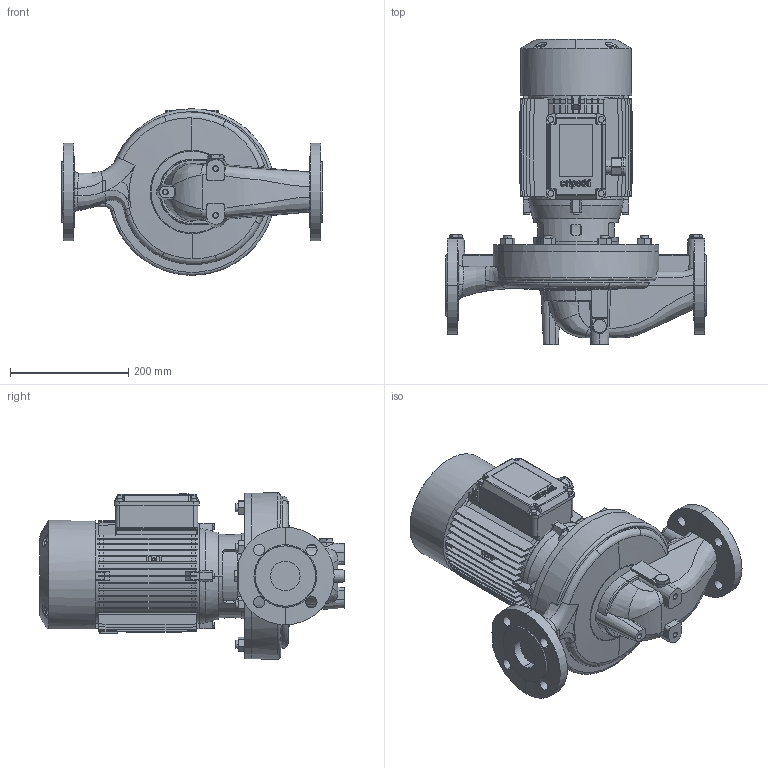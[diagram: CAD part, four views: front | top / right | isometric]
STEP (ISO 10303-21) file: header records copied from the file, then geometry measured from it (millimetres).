
FILE_DESCRIPTION (( 'STEP AP214' ), '1' );
FILE_NAME ('4_93_504_07_REV00.step', '2022-07-28T14:38:46', ( '' ), ( '' ), 'SwSTEP 2.0', 'SolidWorks 2020', '' );
FILE_SCHEMA (( 'AUTOMOTIVE_DESIGN' ));
Length unit declared in the file: millimetre
Products named in the file (1): 4_93_504_07_REV00
Bounding box: 440 x 515.43 x 281.41 mm (x, y, z)
Volume: 15551382.5 mm3; surface area: 1126492.2 mm2
Topology: 24 solids, 24 shells, 1738 faces, 4495 edges, 2890 vertices
Faces by surface type: plane 983, cylinder 346, cone 201, bspline 174, torus 26, sphere 8
Entity records: 138407 total; most frequent: CARTESIAN_POINT 78726, ORIENTED_EDGE 8906, DIRECTION 7423, EDGE_CURVE 4453, VERTEX_POINT 2890, LINE 2621, VECTOR 2621, AXIS2_PLACEMENT_3D 2401
